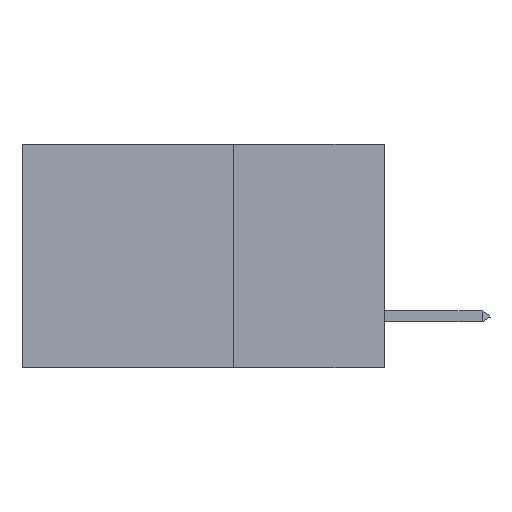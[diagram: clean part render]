
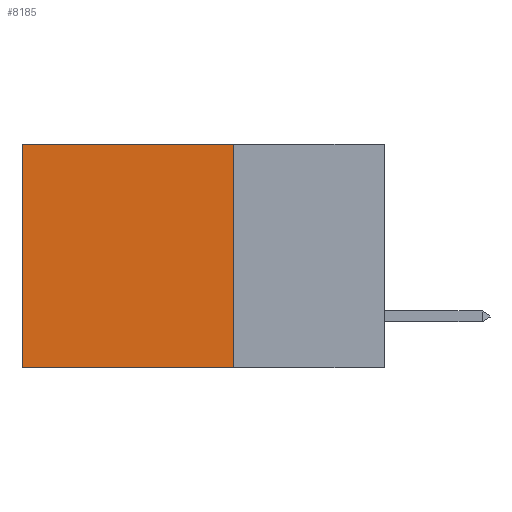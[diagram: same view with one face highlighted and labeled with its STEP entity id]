
A CAD part, left-side view. The second image highlights one B-rep face of the part: STEP entity #8185.
In plain terms, the highlighted planar face has unit normal (-1, 0, 0).
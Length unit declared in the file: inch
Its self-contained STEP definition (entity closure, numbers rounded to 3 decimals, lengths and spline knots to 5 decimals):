
#3325 = EDGE_CURVE ( 'NONE', #22077, #16964, #10841, .T. ) ;
#4628 = DIRECTION ( 'NONE',  ( 0., 1., 0. ) ) ;
#5653 = EDGE_CURVE ( 'NONE', #14342, #10072, #6756, .T. ) ;
#5686 = ORIENTED_EDGE ( 'NONE', *, *, #17109, .T. ) ;
#5746 = CARTESIAN_POINT ( 'NONE',  ( 0.2875, 0.25, 0. ) ) ;
#5841 = CARTESIAN_POINT ( 'NONE',  ( 0.2875, 0.6, 0. ) ) ;
#6520 = CARTESIAN_POINT ( 'NONE',  ( 0.2875, 0.25, 0. ) ) ;
#6756 = LINE ( 'NONE', #17128, #22955 ) ;
#7954 = PLANE ( 'NONE',  #11466 ) ;
#8185 = ADVANCED_FACE ( 'NONE', ( #24796 ), #7954, .F. ) ;
#8299 = EDGE_CURVE ( 'NONE', #22077, #14342, #21138, .T. ) ;
#9429 = ORIENTED_EDGE ( 'NONE', *, *, #3325, .T. ) ;
#9594 = ORIENTED_EDGE ( 'NONE', *, *, #8299, .F. ) ;
#9664 = CARTESIAN_POINT ( 'NONE',  ( 0.2875, 0.6, 0. ) ) ;
#10072 = VERTEX_POINT ( 'NONE', #17191 ) ;
#10433 = VECTOR ( 'NONE', #14371, 39.37008 ) ;
#10841 = LINE ( 'NONE', #22791, #21445 ) ;
#11083 = LINE ( 'NONE', #5841, #10433 ) ;
#11466 = AXIS2_PLACEMENT_3D ( 'NONE', #5746, #26843, #14101 ) ;
#14101 = DIRECTION ( 'NONE',  ( 0., 0., -1. ) ) ;
#14342 = VERTEX_POINT ( 'NONE', #15947 ) ;
#14371 = DIRECTION ( 'NONE',  ( 0., 0., -1. ) ) ;
#15533 = VECTOR ( 'NONE', #20873, 39.37008 ) ;
#15947 = CARTESIAN_POINT ( 'NONE',  ( 0.2875, 0.25, -0.37 ) ) ;
#16964 = VERTEX_POINT ( 'NONE', #9664 ) ;
#17109 = EDGE_CURVE ( 'NONE', #16964, #10072, #11083, .T. ) ;
#17128 = CARTESIAN_POINT ( 'NONE',  ( 0.2875, 0.25, -0.37 ) ) ;
#17191 = CARTESIAN_POINT ( 'NONE',  ( 0.2875, 0.6, -0.37 ) ) ;
#20866 = EDGE_LOOP ( 'NONE', ( #5686, #22586, #9594, #9429 ) ) ;
#20873 = DIRECTION ( 'NONE',  ( 0., 0., -1. ) ) ;
#21138 = LINE ( 'NONE', #23100, #15533 ) ;
#21445 = VECTOR ( 'NONE', #23046, 39.37008 ) ;
#22077 = VERTEX_POINT ( 'NONE', #6520 ) ;
#22586 = ORIENTED_EDGE ( 'NONE', *, *, #5653, .F. ) ;
#22791 = CARTESIAN_POINT ( 'NONE',  ( 0.2875, 0.25, 0. ) ) ;
#22955 = VECTOR ( 'NONE', #4628, 39.37008 ) ;
#23046 = DIRECTION ( 'NONE',  ( 0., 1., 0. ) ) ;
#23100 = CARTESIAN_POINT ( 'NONE',  ( 0.2875, 0.25, 0. ) ) ;
#24796 = FACE_OUTER_BOUND ( 'NONE', #20866, .T. ) ;
#26843 = DIRECTION ( 'NONE',  ( 1., 0., 0. ) ) ;
